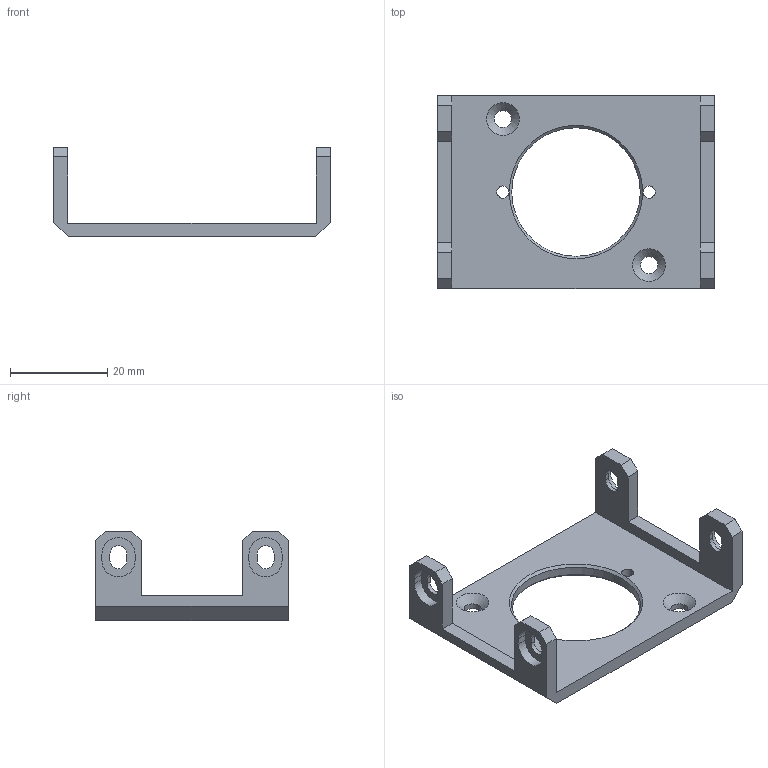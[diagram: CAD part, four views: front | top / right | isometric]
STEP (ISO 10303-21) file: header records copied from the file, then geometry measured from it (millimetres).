
FILE_DESCRIPTION(/* description */ (''),/* implementation_level */ '2;1');
FILE_NAME(/* name */ '30-CeEA.stp',/* time_stamp */ '2024-10-10T14:31:59+03:00',/* author */ ('asidnin'),/* organization */ (''),/* preprocessor_version */ 'ST-DEVELOPER v18',/* originating_system */ 'Autodesk Inventor 2020',/* authorisation */ '');
FILE_SCHEMA (('AUTOMOTIVE_DESIGN { 1 0 10303 214 3 1 1 }'));
Length unit declared in the file: millimetre
Products named in the file (1): 08-AC4W-CC - соединитель 
кубов
Bounding box: 56.8 x 39.6 x 18.4 mm (x, y, z)
Volume: 5789.6 mm3; surface area: 5772 mm2
Topology: 1 solids, 1 shells, 73 faces, 204 edges, 137 vertices
Faces by surface type: plane 48, cylinder 21, cone 4
Full cylindrical faces by diameter (mm): 2.5 x2, 3.5 x2, 26.4 x1
Entity records: 2432 total; most frequent: CARTESIAN_POINT 415, ORIENTED_EDGE 408, DIRECTION 405, EDGE_CURVE 204, LINE 151, VECTOR 151, VERTEX_POINT 137, AXIS2_PLACEMENT_3D 127
